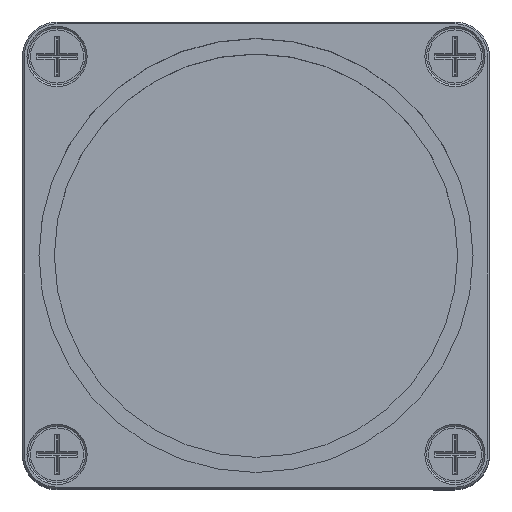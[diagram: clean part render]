
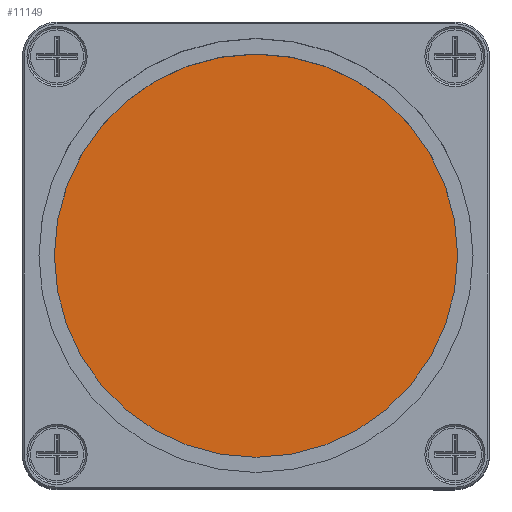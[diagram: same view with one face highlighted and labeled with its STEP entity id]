
A CAD part, top view. The second image highlights one B-rep face of the part: STEP entity #11149.
In plain terms, the highlighted face is planar.
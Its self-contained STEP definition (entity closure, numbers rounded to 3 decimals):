
#7757=FACE_OUTER_BOUND('',#28772,.T.);
#11149=ADVANCED_FACE('',(#7757),#13410,.F.);
#13410=PLANE('',#62606);
#28772=EDGE_LOOP('',(#42914));
#42914=ORIENTED_EDGE('',*,*,#56531,.F.);
#49225=VERTEX_POINT('',#92126);
#56531=EDGE_CURVE('',#49225,#49225,#58657,.T.);
#58657=CIRCLE('',#62603,12.5);
#62603=AXIS2_PLACEMENT_3D('',#92125,#75983,#75984);
#62606=AXIS2_PLACEMENT_3D('',#92129,#75989,#75990);
#75983=DIRECTION('',(0.,0.,1.));
#75984=DIRECTION('',(1.,0.,0.));
#75989=DIRECTION('',(0.,0.,1.));
#75990=DIRECTION('',(1.,0.,0.));
#92125=CARTESIAN_POINT('',(0.,0.,0.));
#92126=CARTESIAN_POINT('',(12.5,0.,0.));
#92129=CARTESIAN_POINT('',(0.,0.,0.));
